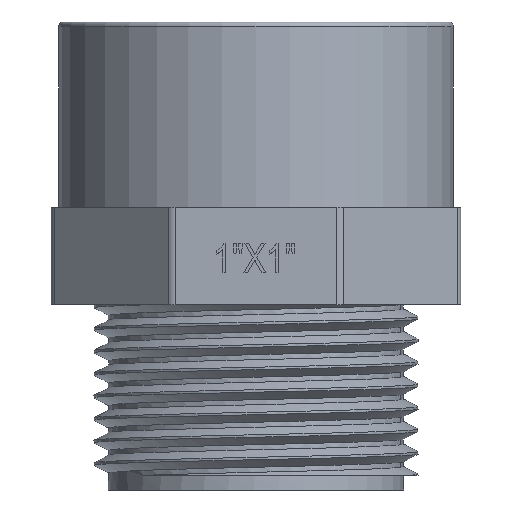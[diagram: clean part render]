
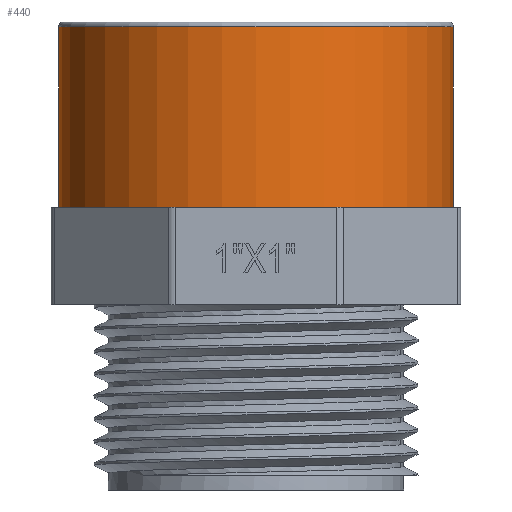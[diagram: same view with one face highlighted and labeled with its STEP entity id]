
A CAD part, front view. The second image highlights one B-rep face of the part: STEP entity #440.
In plain terms, the highlighted cylindrical face has radius 20.25 mm (diameter 40.5 mm), a full revolution.
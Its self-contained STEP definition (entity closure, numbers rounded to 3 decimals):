
#366=CYLINDRICAL_SURFACE('',#4750,20.25);
#395=CIRCLE('',#4748,20.25);
#396=CIRCLE('',#4749,20.25);
#440=ADVANCED_FACE('',(#1426,#1427),#366,.T.);
#1426=FACE_BOUND('',#1494,.T.);
#1427=FACE_BOUND('',#1495,.T.);
#1494=EDGE_LOOP('',(#1917));
#1495=EDGE_LOOP('',(#1918));
#1917=ORIENTED_EDGE('',*,*,#3725,.T.);
#1918=ORIENTED_EDGE('',*,*,#3726,.T.);
#3269=VERTEX_POINT('',#6438);
#3270=VERTEX_POINT('',#6440);
#3725=EDGE_CURVE('',#3269,#3269,#395,.T.);
#3726=EDGE_CURVE('',#3270,#3270,#396,.T.);
#4748=AXIS2_PLACEMENT_3D('',#6437,#5004,#5005);
#4749=AXIS2_PLACEMENT_3D('',#6439,#5006,#5007);
#4750=AXIS2_PLACEMENT_3D('',#6441,#5008,#5009);
#5004=DIRECTION('',(0.,0.,-1.));
#5005=DIRECTION('',(1.,0.,0.));
#5006=DIRECTION('',(0.,0.,1.));
#5007=DIRECTION('',(1.,0.,0.));
#5008=DIRECTION('',(0.,0.,1.));
#5009=DIRECTION('',(1.,0.,0.));
#6437=CARTESIAN_POINT('',(122.039,7.07,26.5));
#6438=CARTESIAN_POINT('',(142.289,7.07,26.5));
#6439=CARTESIAN_POINT('',(122.039,7.07,8.));
#6440=CARTESIAN_POINT('',(142.289,7.07,8.));
#6441=CARTESIAN_POINT('',(122.039,7.07,8.));
